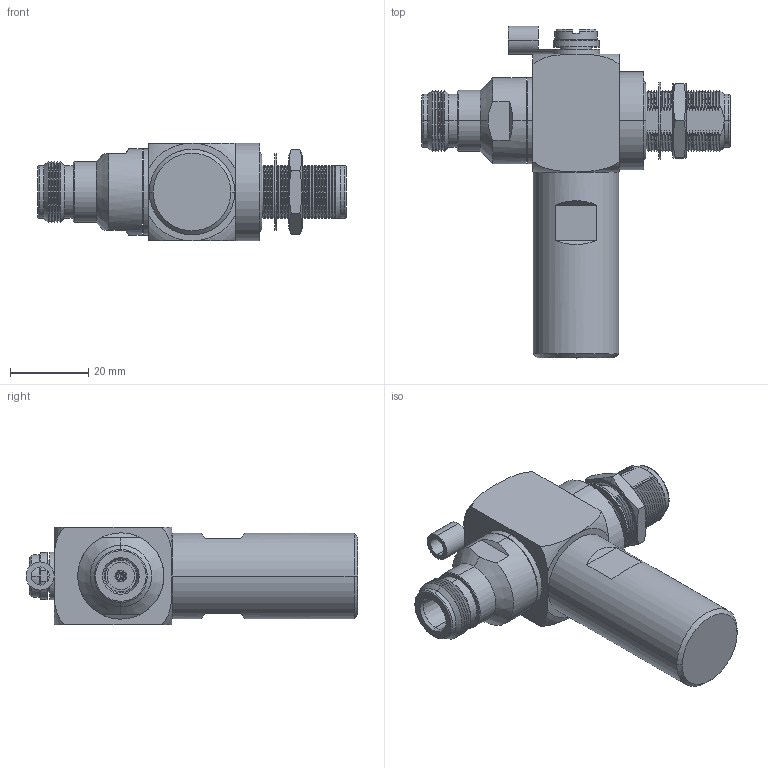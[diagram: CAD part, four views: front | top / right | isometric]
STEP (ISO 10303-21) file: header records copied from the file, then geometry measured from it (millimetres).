
FILE_DESCRIPTION (( 'STEP AP214' ), '1' );
FILE_NAME ('ALQP-NFNFB.STEP', '2015-10-28T13:08:02', ( 'L-Com' ), ( 'L-Com Global Connectivity' ), 'SwSTEP 2.0', 'SolidWorks 2014', '' );
FILE_SCHEMA (( 'AUTOMOTIVE_DESIGN' ));
Length unit declared in the file: inch
Products named in the file (1): ALQP-NFNFB
Bounding box: 78.6 x 84.69 x 25 mm (x, y, z)
Volume: 48215.1 mm3; surface area: 13893.4 mm2
Topology: 6 solids, 6 shells, 308 faces, 751 edges, 472 vertices
Faces by surface type: cone 177, plane 62, cylinder 55, torus 14
Entity records: 9660 total; most frequent: CARTESIAN_POINT 2582, ORIENTED_EDGE 1494, DIRECTION 1419, EDGE_CURVE 747, AXIS2_PLACEMENT_3D 621, VERTEX_POINT 472, EDGE_LOOP 337, CIRCLE 312
